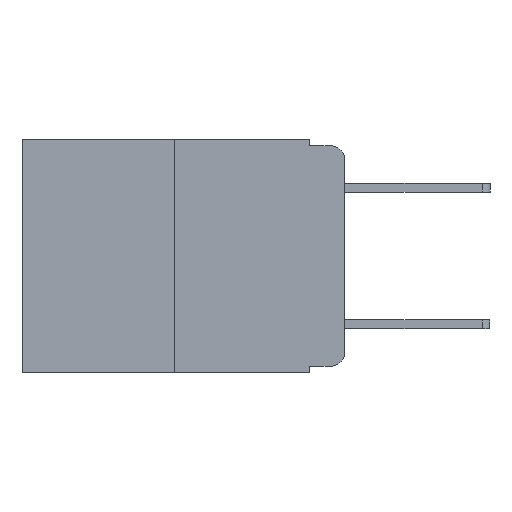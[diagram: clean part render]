
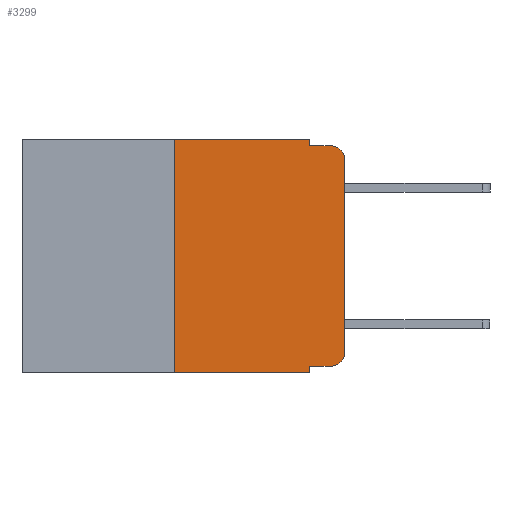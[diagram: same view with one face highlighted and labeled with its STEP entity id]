
A CAD part, left-side view. The second image highlights one B-rep face of the part: STEP entity #3299.
In plain terms, the highlighted planar face has unit normal (-1, 0, 0).
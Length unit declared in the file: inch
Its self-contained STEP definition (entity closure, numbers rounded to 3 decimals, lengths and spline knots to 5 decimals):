
#65 = CARTESIAN_POINT ( 'NONE',  ( 0., 0.02, -0.313 ) ) ;
#210 = VERTEX_POINT ( 'NONE', #8796 ) ;
#293 = LINE ( 'NONE', #13809, #10455 ) ;
#623 = VECTOR ( 'NONE', #9259, 39.37008 ) ;
#802 = ORIENTED_EDGE ( 'NONE', *, *, #12577, .F. ) ;
#888 = EDGE_CURVE ( 'NONE', #4107, #13010, #12794, .T. ) ;
#1491 = CARTESIAN_POINT ( 'NONE',  ( 0., 0.051, -0.333 ) ) ;
#1492 = DIRECTION ( 'NONE',  ( 0., 0., -1. ) ) ;
#1524 = DIRECTION ( 'NONE',  ( 0., 0., -1. ) ) ;
#1775 = VERTEX_POINT ( 'NONE', #15850 ) ;
#2057 = VERTEX_POINT ( 'NONE', #7649 ) ;
#2298 = DIRECTION ( 'NONE',  ( 0., 0., 1. ) ) ;
#2336 = DIRECTION ( 'NONE',  ( 0., 0., 1. ) ) ;
#2522 = AXIS2_PLACEMENT_3D ( 'NONE', #5560, #9471, #1524 ) ;
#2706 = CARTESIAN_POINT ( 'NONE',  ( 0., 0.473, -0.343 ) ) ;
#2865 = DIRECTION ( 'NONE',  ( 0., -1., 0. ) ) ;
#3299 = ADVANCED_FACE ( 'NONE', ( #15281 ), #8150, .F. ) ;
#4067 = CARTESIAN_POINT ( 'NONE',  ( 0., 0.051, 0. ) ) ;
#4107 = VERTEX_POINT ( 'NONE', #15047 ) ;
#4155 = CARTESIAN_POINT ( 'NONE',  ( 0., 0.051, -0.01 ) ) ;
#4209 = LINE ( 'NONE', #4067, #623 ) ;
#4228 = VECTOR ( 'NONE', #14531, 39.37008 ) ;
#4308 = VECTOR ( 'NONE', #5534, 39.37008 ) ;
#4314 = CARTESIAN_POINT ( 'NONE',  ( 0., 0.02, -0.03 ) ) ;
#5387 = VERTEX_POINT ( 'NONE', #11605 ) ;
#5534 = DIRECTION ( 'NONE',  ( 0., -1., 0. ) ) ;
#5560 = CARTESIAN_POINT ( 'NONE',  ( 0., 0.473, 0. ) ) ;
#5693 = DIRECTION ( 'NONE',  ( 0., 0., -1. ) ) ;
#5763 = AXIS2_PLACEMENT_3D ( 'NONE', #65, #9444, #1492 ) ;
#5854 = CARTESIAN_POINT ( 'NONE',  ( 0., 0.051, 0. ) ) ;
#5924 = VECTOR ( 'NONE', #2865, 39.37008 ) ;
#6015 = CARTESIAN_POINT ( 'NONE',  ( 0., 0.02, -0.333 ) ) ;
#6227 = VERTEX_POINT ( 'NONE', #7160 ) ;
#6293 = CARTESIAN_POINT ( 'NONE',  ( 0., 0., 0. ) ) ;
#6670 = CARTESIAN_POINT ( 'NONE',  ( 0., 0.051, 0. ) ) ;
#6819 = ORIENTED_EDGE ( 'NONE', *, *, #14998, .F. ) ;
#6929 = ORIENTED_EDGE ( 'NONE', *, *, #11757, .T. ) ;
#7160 = CARTESIAN_POINT ( 'NONE',  ( 0., 0.051, -0.01 ) ) ;
#7196 = DIRECTION ( 'NONE',  ( 0., 0., -1. ) ) ;
#7380 = ORIENTED_EDGE ( 'NONE', *, *, #16597, .T. ) ;
#7395 = CIRCLE ( 'NONE', #5763, 0.02 ) ;
#7649 = CARTESIAN_POINT ( 'NONE',  ( 0., 0.25, 0. ) ) ;
#7827 = LINE ( 'NONE', #4155, #4308 ) ;
#7930 = CARTESIAN_POINT ( 'NONE',  ( 0., 0.25, -0.343 ) ) ;
#8150 = PLANE ( 'NONE',  #2522 ) ;
#8189 = EDGE_LOOP ( 'NONE', ( #11947, #7380, #13461, #6819, #13617, #12627, #13773, #802, #6929, #9364 ) ) ;
#8637 = AXIS2_PLACEMENT_3D ( 'NONE', #4314, #13267, #5693 ) ;
#8796 = CARTESIAN_POINT ( 'NONE',  ( 0., 0.051, -0.333 ) ) ;
#9259 = DIRECTION ( 'NONE',  ( 0., 0., -1. ) ) ;
#9364 = ORIENTED_EDGE ( 'NONE', *, *, #10919, .T. ) ;
#9383 = LINE ( 'NONE', #1491, #5924 ) ;
#9444 = DIRECTION ( 'NONE',  ( -1., 0., 0. ) ) ;
#9471 = DIRECTION ( 'NONE',  ( 1., 0., 0. ) ) ;
#9507 = VECTOR ( 'NONE', #2336, 39.37008 ) ;
#9856 = CARTESIAN_POINT ( 'NONE',  ( 0., 0., -0.03 ) ) ;
#10455 = VECTOR ( 'NONE', #2298, 39.37008 ) ;
#10919 = EDGE_CURVE ( 'NONE', #15118, #4107, #7395, .T. ) ;
#11137 = LINE ( 'NONE', #13327, #4228 ) ;
#11226 = VECTOR ( 'NONE', #7196, 39.37008 ) ;
#11605 = CARTESIAN_POINT ( 'NONE',  ( 0., 0.02, -0.01 ) ) ;
#11757 = EDGE_CURVE ( 'NONE', #210, #15118, #9383, .T. ) ;
#11874 = EDGE_CURVE ( 'NONE', #2057, #14575, #11137, .T. ) ;
#11947 = ORIENTED_EDGE ( 'NONE', *, *, #888, .T. ) ;
#11982 = LINE ( 'NONE', #2706, #14811 ) ;
#12493 = VERTEX_POINT ( 'NONE', #7930 ) ;
#12577 = EDGE_CURVE ( 'NONE', #210, #1775, #4209, .T. ) ;
#12627 = ORIENTED_EDGE ( 'NONE', *, *, #14204, .F. ) ;
#12741 = CIRCLE ( 'NONE', #8637, 0.02 ) ;
#12794 = LINE ( 'NONE', #6293, #9507 ) ;
#13010 = VERTEX_POINT ( 'NONE', #9856 ) ;
#13019 = DIRECTION ( 'NONE',  ( 0., -1., 0. ) ) ;
#13267 = DIRECTION ( 'NONE',  ( -1., 0., 0. ) ) ;
#13327 = CARTESIAN_POINT ( 'NONE',  ( 0., 0.473, 0. ) ) ;
#13461 = ORIENTED_EDGE ( 'NONE', *, *, #15792, .F. ) ;
#13617 = ORIENTED_EDGE ( 'NONE', *, *, #11874, .F. ) ;
#13773 = ORIENTED_EDGE ( 'NONE', *, *, #15706, .T. ) ;
#13809 = CARTESIAN_POINT ( 'NONE',  ( 0., 0.25, 0. ) ) ;
#14204 = EDGE_CURVE ( 'NONE', #12493, #2057, #293, .T. ) ;
#14466 = LINE ( 'NONE', #5854, #11226 ) ;
#14531 = DIRECTION ( 'NONE',  ( 0., -1., 0. ) ) ;
#14575 = VERTEX_POINT ( 'NONE', #6670 ) ;
#14811 = VECTOR ( 'NONE', #13019, 39.37008 ) ;
#14998 = EDGE_CURVE ( 'NONE', #14575, #6227, #14466, .T. ) ;
#15047 = CARTESIAN_POINT ( 'NONE',  ( 0., 0., -0.313 ) ) ;
#15118 = VERTEX_POINT ( 'NONE', #6015 ) ;
#15281 = FACE_OUTER_BOUND ( 'NONE', #8189, .T. ) ;
#15706 = EDGE_CURVE ( 'NONE', #12493, #1775, #11982, .T. ) ;
#15792 = EDGE_CURVE ( 'NONE', #6227, #5387, #7827, .T. ) ;
#15850 = CARTESIAN_POINT ( 'NONE',  ( 0., 0.051, -0.343 ) ) ;
#16597 = EDGE_CURVE ( 'NONE', #13010, #5387, #12741, .T. ) ;
